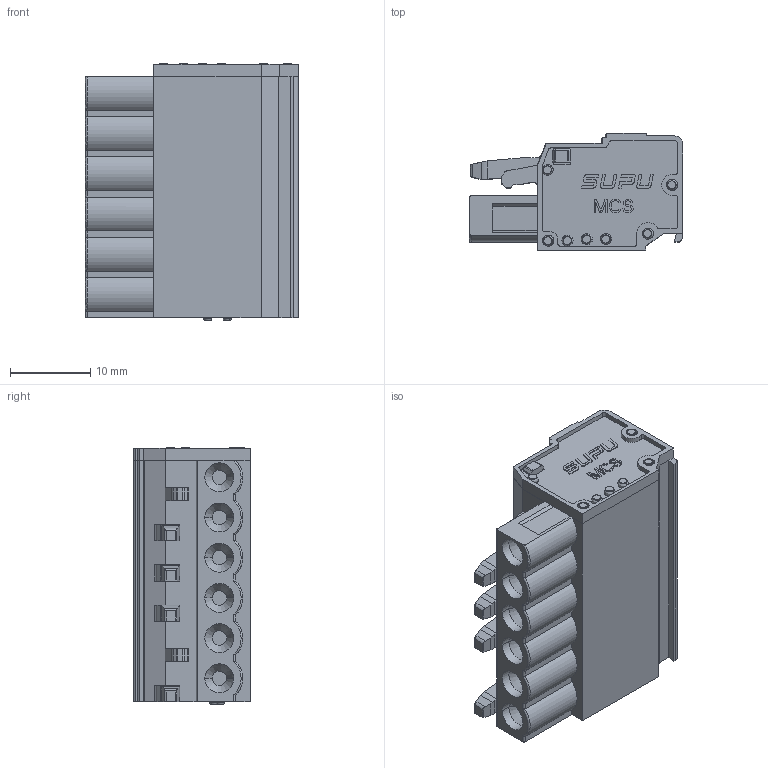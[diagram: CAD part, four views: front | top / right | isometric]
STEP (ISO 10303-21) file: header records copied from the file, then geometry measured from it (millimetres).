
FILE_DESCRIPTION(/* description */ (''),/* implementation_level */ '2;1');
FILE_NAME(/* name */ '450106.stp',/* time_stamp */ '2022-04-15T15:55:21+08:00',/* author */ (''),/* organization */ (''),/* preprocessor_version */ 'ST-DEVELOPER v16.7',/* originating_system */ 'SIEMENS PLM Software NX 12.0',/* authorisation */ '');
FILE_SCHEMA (('AP203_CONFIGURATION_CONTROLLED_3D_DESIGN_OF_MECHANICAL_PARTS_AND_ASSEMBLIES_MIM_LF { 1 0 10303 403 2 1 2}'));
Products named in the file (1): SP2664798Edesb
Bounding box: 26.5 x 14.5 x 31.95 mm (x, y, z)
Volume: 7914.6 mm3; surface area: 8133.8 mm2
Topology: 1 solids, 57 shells, 4508 faces, 12273 edges, 8009 vertices
Faces by surface type: plane 3011, cylinder 809, cone 306, extrusion 180, torus 171, bspline 30, sphere 1
Full cylindrical faces by diameter (mm): 1 x14, 1.2 x10, 1.24 x7, 1.36 x8, 1.64 x12, 1.8 x2, 3.6 x2, 4.3 x2
Entity records: 144925 total; most frequent: CARTESIAN_POINT 31404, ORIENTED_EDGE 24202, DIRECTION 22288, EDGE_CURVE 12101, VECTOR 9284, LINE 9104, VERTEX_POINT 7967, AXIS2_PLACEMENT_3D 6502
